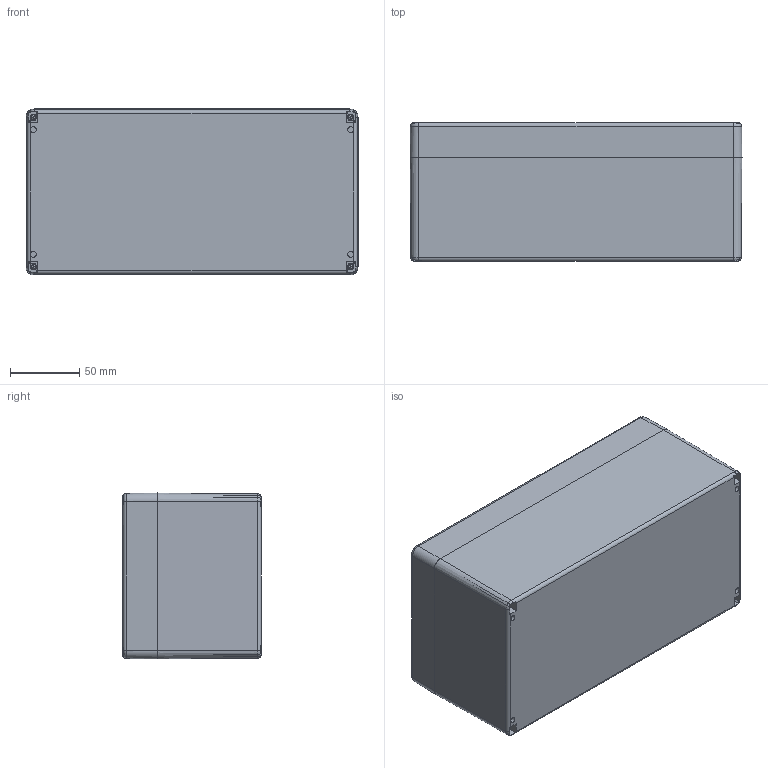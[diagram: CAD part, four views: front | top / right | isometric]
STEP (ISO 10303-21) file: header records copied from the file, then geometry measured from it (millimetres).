
FILE_DESCRIPTION (( 'STEP AP214' ), '1' );
FILE_NAME ('2365-2412-10-00.step', '2023-11-08T05:54:05', ( '' ), ( '' ), 'SwSTEP 2.0', 'SolidWorks 2019', '' );
FILE_SCHEMA (( 'AUTOMOTIVE_DESIGN' ));
Length unit declared in the file: millimetre
Products named in the file (5): Unterteil^2365-2412-10-00; 2365-2412-10-00; Deckelschraube_3,5x24,5; Deckel^2365-2412-10-00
Assembly tree (7 placements, depth 3):
  2365-2412-10-00
    2365-2412-10-00
      Deckelschraube_3,5x24,5  x4
      Unterteil^2365-2412-10-00
      Deckel^2365-2412-10-00
Bounding box: 240 x 100 x 120 mm (x, y, z)
Volume: 439791.7 mm3; surface area: 281775.5 mm2
Topology: 10 solids, 10 shells, 1074 faces, 2579 edges, 1543 vertices
Faces by surface type: plane 461, cone 331, cylinder 210, bspline 44, torus 20, sphere 8
Entity records: 32054 total; most frequent: CARTESIAN_POINT 11262, DIRECTION 4180, ORIENTED_EDGE 4070, EDGE_CURVE 2035, AXIS2_PLACEMENT_3D 1575, VERTEX_POINT 1239, LINE 1030, VECTOR 1030
